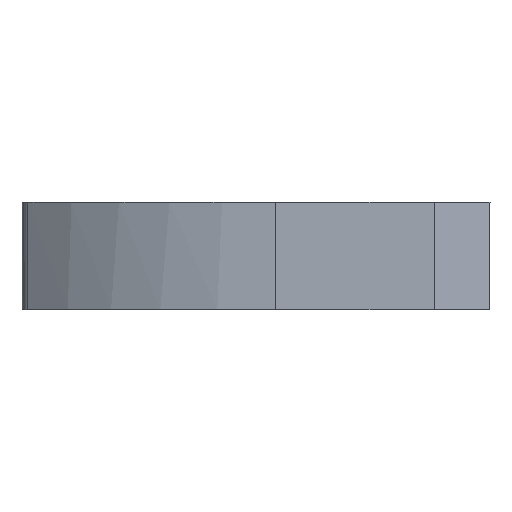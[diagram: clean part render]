
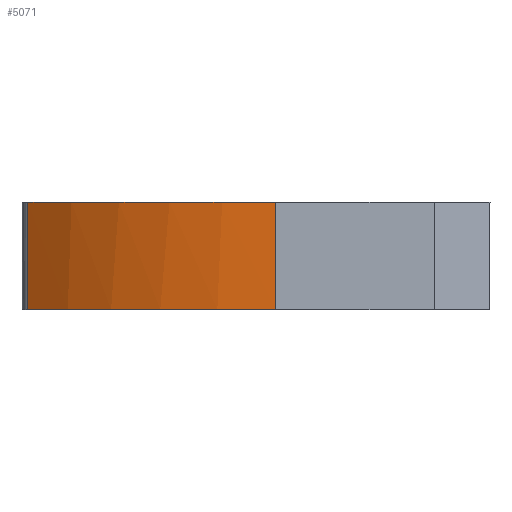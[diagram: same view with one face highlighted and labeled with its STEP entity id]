
A CAD part, front view. The second image highlights one B-rep face of the part: STEP entity #5071.
In plain terms, the highlighted cylindrical face has radius 243.833 mm (diameter 487.667 mm), a partial arc.
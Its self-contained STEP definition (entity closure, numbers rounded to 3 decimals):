
#65 = ORIENTED_EDGE ( 'NONE', *, *, #1816, .T. ) ;
#236 = CIRCLE ( 'NONE', #5944, 243.833 ) ;
#440 = VERTEX_POINT ( 'NONE', #4222 ) ;
#1031 = AXIS2_PLACEMENT_3D ( 'NONE', #3657, #2866, #5581 ) ;
#1055 = CARTESIAN_POINT ( 'NONE',  ( -100., -90.5, 68. ) ) ;
#1175 = ORIENTED_EDGE ( 'NONE', *, *, #2496, .T. ) ;
#1816 = EDGE_CURVE ( 'NONE', #4173, #4299, #4585, .T. ) ;
#1819 = VECTOR ( 'NONE', #4405, 1000. ) ;
#1936 = CARTESIAN_POINT ( 'NONE',  ( -256.75, -33.44, 34. ) ) ;
#2496 = EDGE_CURVE ( 'NONE', #4299, #7680, #236, .T. ) ;
#2628 = VECTOR ( 'NONE', #5991, 1000. ) ;
#2756 = CARTESIAN_POINT ( 'NONE',  ( -156.319, -84.331, 0. ) ) ;
#2846 = CARTESIAN_POINT ( 'NONE',  ( -100., -90.5, 0. ) ) ;
#2866 = DIRECTION ( 'NONE',  ( 0., 0., 1. ) ) ;
#3538 = EDGE_CURVE ( 'NONE', #440, #7680, #6669, .T. ) ;
#3657 = CARTESIAN_POINT ( 'NONE',  ( -100., 153.333, 34. ) ) ;
#3685 = ORIENTED_EDGE ( 'NONE', *, *, #3538, .F. ) ;
#3806 = ORIENTED_EDGE ( 'NONE', *, *, #8643, .F. ) ;
#4171 = CARTESIAN_POINT ( 'NONE',  ( -114.187, -90.5, 0. ) ) ;
#4173 = VERTEX_POINT ( 'NONE', #7735 ) ;
#4222 = CARTESIAN_POINT ( 'NONE',  ( -256.75, -33.44, 0. ) ) ;
#4276 = FACE_OUTER_BOUND ( 'NONE', #4535, .T. ) ;
#4299 = VERTEX_POINT ( 'NONE', #1055 ) ;
#4325 = CYLINDRICAL_SURFACE ( 'NONE', #1031, 243.833 ) ;
#4405 = DIRECTION ( 'NONE',  ( 0., 0., 1. ) ) ;
#4535 = EDGE_LOOP ( 'NONE', ( #1175, #3685, #3806, #65 ) ) ;
#4585 = LINE ( 'NONE', #5084, #1819 ) ;
#5071 = ADVANCED_FACE ( 'NONE', ( #4276 ), #4325, .T. ) ;
#5084 = CARTESIAN_POINT ( 'NONE',  ( -100., -90.5, 34. ) ) ;
#5561 = CARTESIAN_POINT ( 'NONE',  ( -196.738, -70.938, 0. ) ) ;
#5581 = DIRECTION ( 'NONE',  ( 1., 0., 0. ) ) ;
#5587 = DIRECTION ( 'NONE',  ( 0., 0., -1. ) ) ;
#5658 = CARTESIAN_POINT ( 'NONE',  ( -256.75, -33.44, 68. ) ) ;
#5944 = AXIS2_PLACEMENT_3D ( 'NONE', #8342, #5587, #6834 ) ;
#5991 = DIRECTION ( 'NONE',  ( 0., 0., 1. ) ) ;
#6113 = B_SPLINE_CURVE_WITH_KNOTS ( 'NONE', 3,
 ( #2846, #4171, #6900, #2756, #6807, #5561, #6135, #8234, #7427, #8280 ),
 .UNSPECIFIED., .F., .F.,
 ( 4, 2, 2, 2, 4 ),
 ( 0., 0.25, 0.5, 0.75, 1. ),
 .UNSPECIFIED. ) ;
#6135 = CARTESIAN_POINT ( 'NONE',  ( -209.645, -64.919, 0. ) ) ;
#6669 = LINE ( 'NONE', #1936, #2628 ) ;
#6807 = CARTESIAN_POINT ( 'NONE',  ( -170.075, -80.644, 0. ) ) ;
#6834 = DIRECTION ( 'NONE',  ( 1., 0., 0. ) ) ;
#6900 = CARTESIAN_POINT ( 'NONE',  ( -128.375, -89.259, 0. ) ) ;
#7427 = CARTESIAN_POINT ( 'NONE',  ( -245.883, -42.56, 0. ) ) ;
#7680 = VERTEX_POINT ( 'NONE', #5658 ) ;
#7735 = CARTESIAN_POINT ( 'NONE',  ( -100., -90.5, 0. ) ) ;
#8234 = CARTESIAN_POINT ( 'NONE',  ( -234.217, -50.73, 0. ) ) ;
#8280 = CARTESIAN_POINT ( 'NONE',  ( -256.75, -33.44, 0. ) ) ;
#8342 = CARTESIAN_POINT ( 'NONE',  ( -100., 153.333, 68. ) ) ;
#8643 = EDGE_CURVE ( 'NONE', #4173, #440, #6113, .T. ) ;
